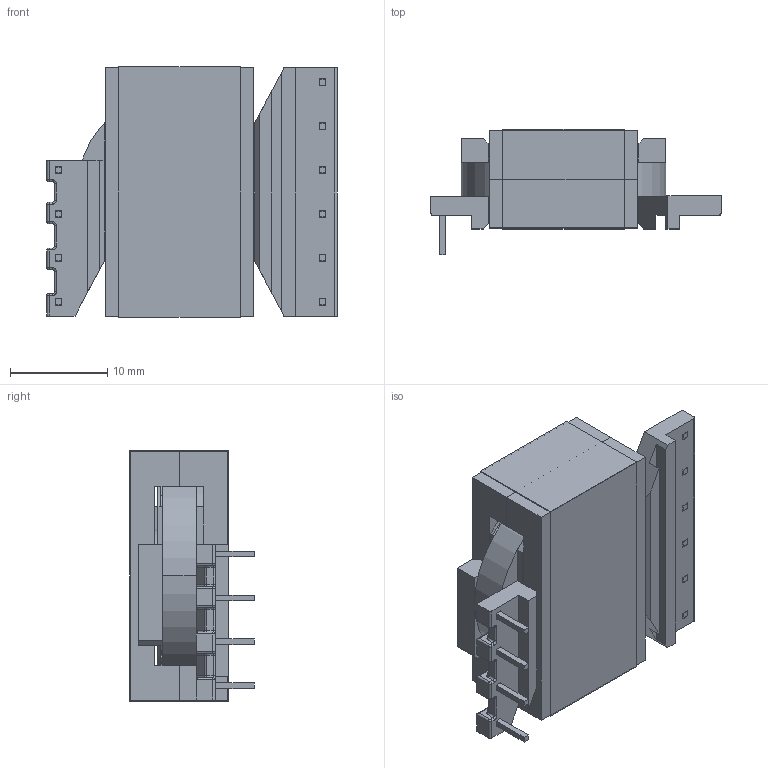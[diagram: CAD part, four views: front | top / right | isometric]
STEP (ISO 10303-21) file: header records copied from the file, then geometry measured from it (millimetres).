
FILE_DESCRIPTION (( 'STEP AP214' ), '1' );
FILE_NAME ('ER25_7023_MP5-6-7-8-9-10.STEP', '2021-07-01T20:46:47', ( '' ), ( '' ), 'SwSTEP 2.0', 'SolidWorks 2017', '' );
FILE_SCHEMA (( 'AUTOMOTIVE_DESIGN' ));
Length unit declared in the file: inch
Products named in the file (5): 070-7023_coil; ER25_7023_MP5-6-7-8-9-10; 070-7023_6A; 440-8025_3331; 150-3331_6A
Assembly tree (5 placements, depth 2):
  ER25_7023_MP5-6-7-8-9-10
    070-7023_6A
    070-7023_coil
    440-8025_3331
    150-3331_6A  x2
Bounding box: 29.82 x 12.81 x 25.7 mm (x, y, z)
Volume: 4810.4 mm3; surface area: 7505.1 mm2
Topology: 15 solids, 15 shells, 383 faces, 896 edges, 557 vertices
Faces by surface type: plane 221, cylinder 106, torus 30, bspline 26
Entity records: 11954 total; most frequent: CARTESIAN_POINT 2603, ORIENTED_EDGE 1708, DIRECTION 1666, EDGE_CURVE 854, VECTOR 594, LINE 594, AXIS2_PLACEMENT_3D 536, VERTEX_POINT 529
